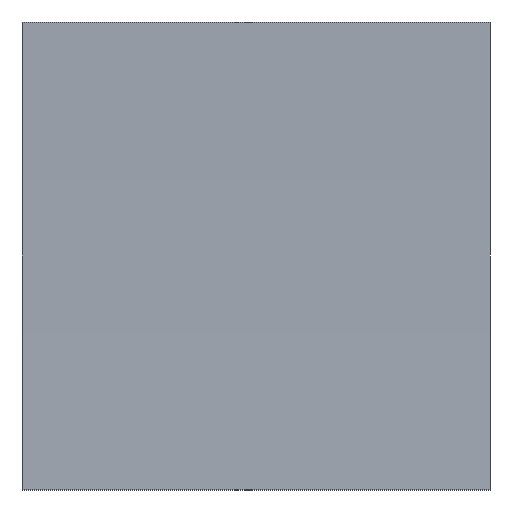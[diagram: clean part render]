
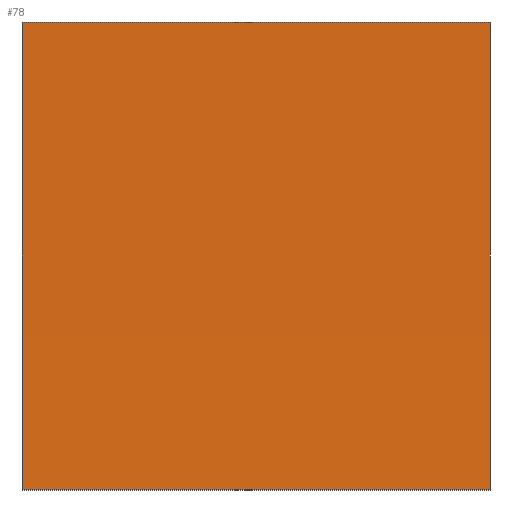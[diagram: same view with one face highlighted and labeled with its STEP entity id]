
A CAD part, left-side view. The second image highlights one B-rep face of the part: STEP entity #78.
In plain terms, the highlighted cylindrical face has radius 516.8 mm (diameter 1033.6 mm), a partial arc.
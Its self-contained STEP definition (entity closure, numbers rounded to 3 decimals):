
#15 = VERTEX_POINT ( 'NONE', #199 ) ;
#23 = FACE_OUTER_BOUND ( 'NONE', #45, .T. ) ;
#28 = VERTEX_POINT ( 'NONE', #99 ) ;
#29 = CARTESIAN_POINT ( 'NONE',  ( -519.8, 20., 10. ) ) ;
#31 = CYLINDRICAL_SURFACE ( 'NONE', #118, 516.8 ) ;
#33 = EDGE_CURVE ( 'NONE', #15, #130, #120, .T. ) ;
#36 = ORIENTED_EDGE ( 'NONE', *, *, #180, .T. ) ;
#41 = CARTESIAN_POINT ( 'NONE',  ( -3.097, 20., 20. ) ) ;
#43 = VERTEX_POINT ( 'NONE', #71 ) ;
#45 = EDGE_LOOP ( 'NONE', ( #105, #121, #137, #36 ) ) ;
#46 = AXIS2_PLACEMENT_3D ( 'NONE', #176, #162, #189 ) ;
#47 = EDGE_CURVE ( 'NONE', #28, #43, #172, .T. ) ;
#48 = DIRECTION ( 'NONE',  ( 0., -1., 0. ) ) ;
#50 = CARTESIAN_POINT ( 'NONE',  ( -519.8, 0., 10. ) ) ;
#67 = DIRECTION ( 'NONE',  ( 0., -1., 0. ) ) ;
#71 = CARTESIAN_POINT ( 'NONE',  ( -3.097, 20., 20. ) ) ;
#78 = ADVANCED_FACE ( 'NONE', ( #23 ), #31, .F. ) ;
#80 = EDGE_CURVE ( 'NONE', #43, #130, #190, .T. ) ;
#83 = VECTOR ( 'NONE', #87, 1000. ) ;
#87 = DIRECTION ( 'NONE',  ( 0., -1., 0. ) ) ;
#90 = VECTOR ( 'NONE', #67, 1000. ) ;
#97 = CARTESIAN_POINT ( 'NONE',  ( -3.097, 0., 20. ) ) ;
#99 = CARTESIAN_POINT ( 'NONE',  ( -3.097, 20., 0. ) ) ;
#105 = ORIENTED_EDGE ( 'NONE', *, *, #33, .T. ) ;
#118 = AXIS2_PLACEMENT_3D ( 'NONE', #29, #144, #149 ) ;
#120 = CIRCLE ( 'NONE', #169, 516.8 ) ;
#121 = ORIENTED_EDGE ( 'NONE', *, *, #80, .F. ) ;
#129 = CARTESIAN_POINT ( 'NONE',  ( -3.097, 20., 0. ) ) ;
#130 = VERTEX_POINT ( 'NONE', #97 ) ;
#137 = ORIENTED_EDGE ( 'NONE', *, *, #47, .F. ) ;
#144 = DIRECTION ( 'NONE',  ( 0., -1., 0. ) ) ;
#149 = DIRECTION ( 'NONE',  ( 0., 0., -1. ) ) ;
#154 = LINE ( 'NONE', #129, #90 ) ;
#162 = DIRECTION ( 'NONE',  ( 0., -1., 0. ) ) ;
#163 = DIRECTION ( 'NONE',  ( 0., 0., 1. ) ) ;
#169 = AXIS2_PLACEMENT_3D ( 'NONE', #50, #48, #163 ) ;
#172 = CIRCLE ( 'NONE', #46, 516.8 ) ;
#176 = CARTESIAN_POINT ( 'NONE',  ( -519.8, 20., 10. ) ) ;
#180 = EDGE_CURVE ( 'NONE', #28, #15, #154, .T. ) ;
#189 = DIRECTION ( 'NONE',  ( 0., 0., 1. ) ) ;
#190 = LINE ( 'NONE', #41, #83 ) ;
#199 = CARTESIAN_POINT ( 'NONE',  ( -3.097, 0., 0. ) ) ;
